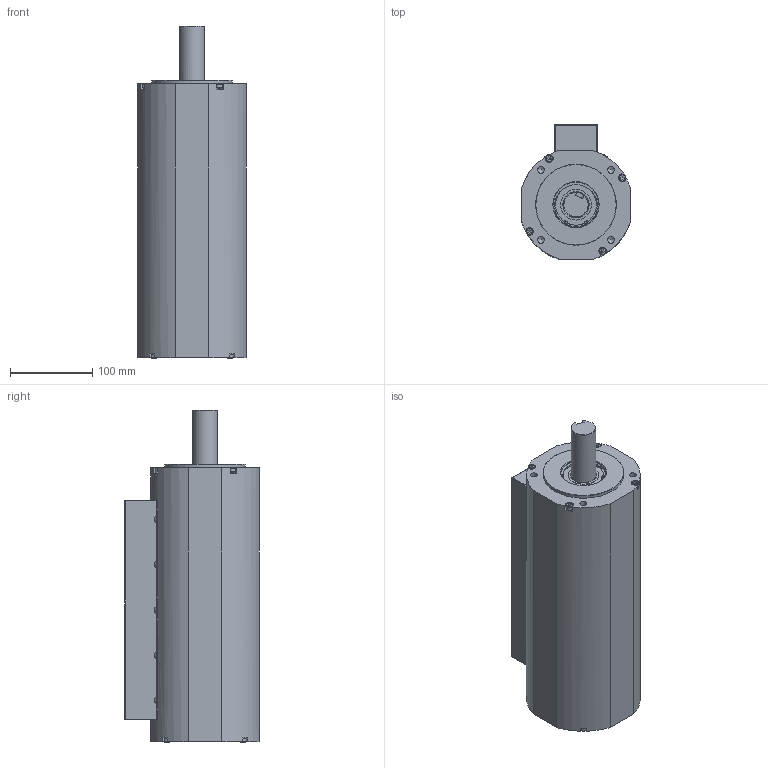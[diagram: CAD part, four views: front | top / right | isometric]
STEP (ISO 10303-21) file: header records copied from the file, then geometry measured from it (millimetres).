
FILE_DESCRIPTION(/* description */ (''),/* implementation_level */ '2;1');
FILE_NAME(/* name */ 'OACIS-T080-1600.stp',/* time_stamp */ '2016-06-22T14:55:48+09:00',/* author */ ('ATA-DESIGN-YWCHOI'),/* organization */ (''),/* preprocessor_version */ 'ST-DEVELOPER v15.2',/* originating_system */ 'Autodesk Inventor 2014',/* authorisation */ '');
FILE_SCHEMA (('AUTOMOTIVE_DESIGN { 1 0 10303 214 3 1 1 }'));
Length unit declared in the file: millimetre
Products named in the file (1): OACIS-T080-1600
Bounding box: 132 x 163.59 x 402.5 mm (x, y, z)
Volume: 1352192.1 mm3; surface area: 396673.1 mm2
Topology: 1 solids, 1 shells, 574 faces, 1455 edges, 914 vertices
Faces by surface type: plane 350, cylinder 143, torus 39, cone 38, bspline 4
Full cylindrical faces by diameter (mm): 2.5 x2, 4 x14, 4.5 x4, 5 x4, 5.5 x4, 6 x8, 7 x4, 7.6 x10, 8.376 x4, 8.5 x4, 10.5 x8, 30 x2, 31.5 x1, 32 x1, 37.2 x2, 38 x1, 49.4 x2, 55 x2, 58 x1, 63 x1, 98 x1, 122 x1
Entity records: 16722 total; most frequent: CARTESIAN_POINT 3391, DIRECTION 2649, ORIENTED_EDGE 2438, EDGE_CURVE 1219, AXIS2_PLACEMENT_3D 1001, VERTEX_POINT 835, EDGE_LOOP 822, LINE 647
